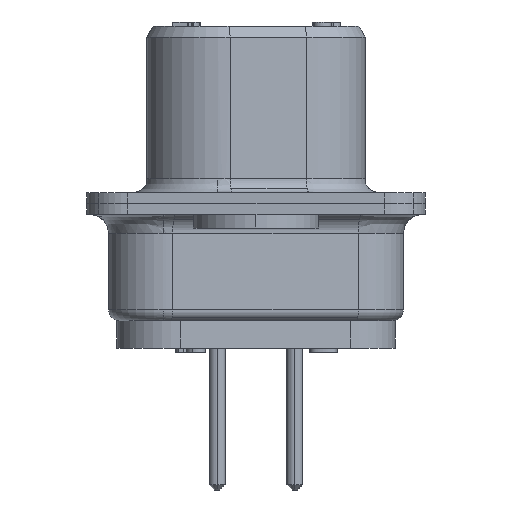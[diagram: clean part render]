
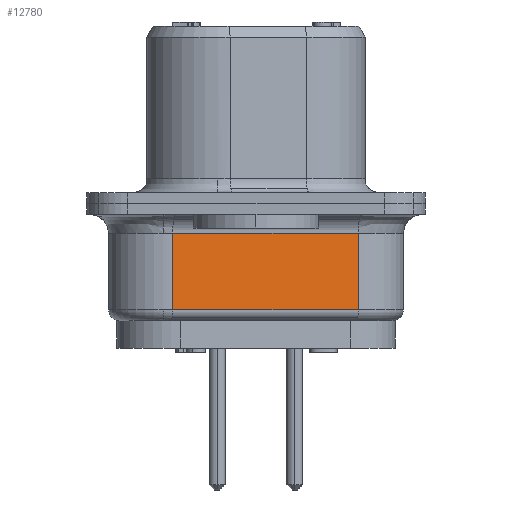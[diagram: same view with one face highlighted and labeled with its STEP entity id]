
A CAD part, left-side view. The second image highlights one B-rep face of the part: STEP entity #12780.
In plain terms, the highlighted planar face has unit normal (-0.985, -0.174, 0).
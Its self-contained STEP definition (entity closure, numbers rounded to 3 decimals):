
#12306=CARTESIAN_POINT('',(-9.57,3.053,-1.1));
#12307=VERTEX_POINT('',#12306);
#12561=CARTESIAN_POINT('',(-8.371,-3.747,-1.1));
#12562=VERTEX_POINT('',#12561);
#12563=CARTESIAN_POINT('',(-9.57,3.053,-1.1));
#12564=DIRECTION('',(0.174,-0.985,0.0));
#12565=VECTOR('',#12564,6.905);
#12566=LINE('',#12563,#12565);
#12567=EDGE_CURVE('',#12307,#12562,#12566,.T.);
#12731=CARTESIAN_POINT('',(-8.371,-3.747,-3.9));
#12732=VERTEX_POINT('',#12731);
#12733=CARTESIAN_POINT('',(-8.371,-3.747,-1.1));
#12734=DIRECTION('',(0.0,0.0,-1.0));
#12735=VECTOR('',#12734,2.8);
#12736=LINE('',#12733,#12735);
#12737=EDGE_CURVE('',#12562,#12732,#12736,.T.);
#12757=CARTESIAN_POINT('',(-9.57,3.053,0.0));
#12758=DIRECTION('',(-0.985,-0.174,0.0));
#12759=DIRECTION('',(0.0,0.0,1.0));
#12760=AXIS2_PLACEMENT_3D('',#12757,#12758,#12759);
#12761=PLANE('',#12760);
#12762=ORIENTED_EDGE('',*,*,#12567,.F.);
#12763=CARTESIAN_POINT('',(-9.57,3.053,-3.9));
#12764=VERTEX_POINT('',#12763);
#12765=CARTESIAN_POINT('',(-9.57,3.053,-1.1));
#12766=DIRECTION('',(0.0,0.0,-1.0));
#12767=VECTOR('',#12766,2.8);
#12768=LINE('',#12765,#12767);
#12769=EDGE_CURVE('',#12307,#12764,#12768,.T.);
#12770=ORIENTED_EDGE('',*,*,#12769,.T.);
#12771=CARTESIAN_POINT('',(-8.371,-3.747,-3.9));
#12772=DIRECTION('',(-0.174,0.985,0.0));
#12773=VECTOR('',#12772,6.905);
#12774=LINE('',#12771,#12773);
#12775=EDGE_CURVE('',#12732,#12764,#12774,.T.);
#12776=ORIENTED_EDGE('',*,*,#12775,.F.);
#12777=ORIENTED_EDGE('',*,*,#12737,.F.);
#12778=EDGE_LOOP('',(#12762,#12770,#12776,#12777));
#12779=FACE_OUTER_BOUND('',#12778,.T.);
#12780=ADVANCED_FACE('',(#12779),#12761,.T.);
